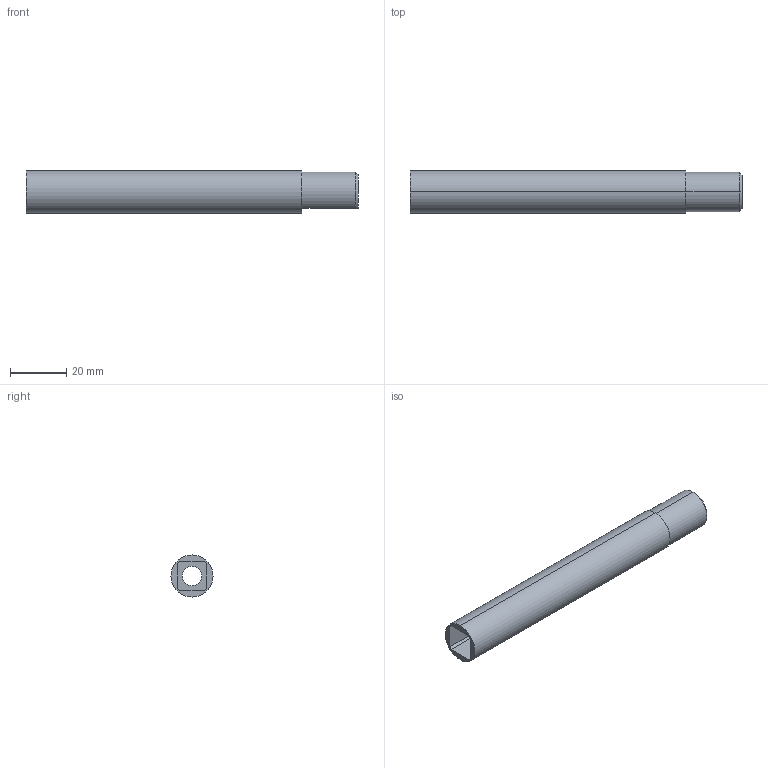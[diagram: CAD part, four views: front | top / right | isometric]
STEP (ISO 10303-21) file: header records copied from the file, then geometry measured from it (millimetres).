
FILE_DESCRIPTION (( 'STEP AP214' ), '1' );
FILE_NAME ('Axe levier.STEP', '2022-12-23T09:59:23', ( '' ), ( '' ), 'SwSTEP 2.0', 'SolidWorks 2022', '' );
FILE_SCHEMA (( 'AUTOMOTIVE_DESIGN' ));
Length unit declared in the file: millimetre
Products named in the file (1): Axe levier
Bounding box: 118.5 x 15 x 15 mm (x, y, z)
Volume: 14966.5 mm3; surface area: 8603.5 mm2
Topology: 1 solids, 1 shells, 21 faces, 50 edges, 33 vertices
Faces by surface type: cylinder 10, plane 9, cone 2
Entity records: 660 total; most frequent: DIRECTION 114, CARTESIAN_POINT 113, ORIENTED_EDGE 100, EDGE_CURVE 50, AXIS2_PLACEMENT_3D 44, VERTEX_POINT 33, LINE 26, VECTOR 26
